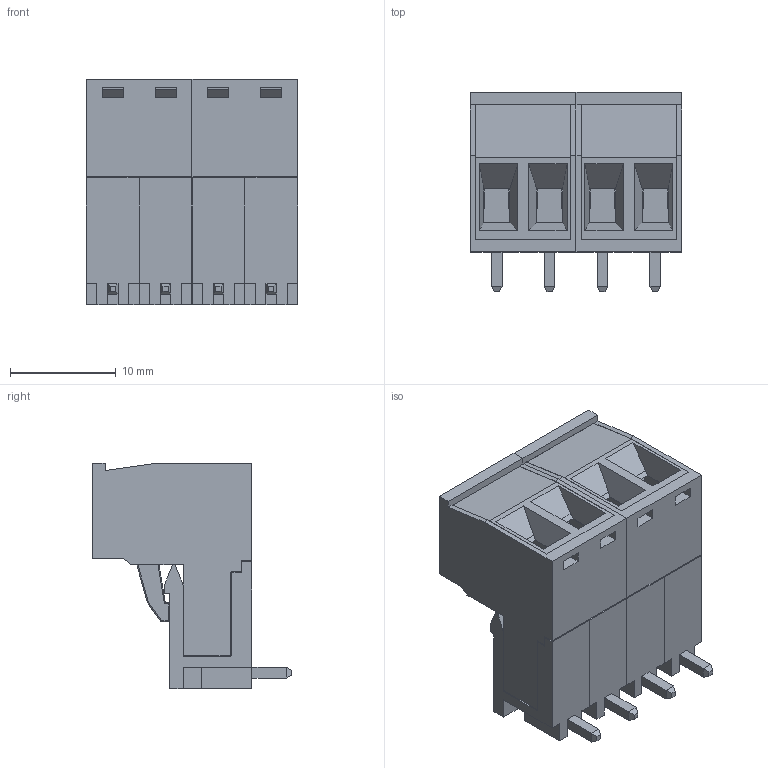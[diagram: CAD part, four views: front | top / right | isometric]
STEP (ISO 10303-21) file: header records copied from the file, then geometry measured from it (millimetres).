
FILE_DESCRIPTION (( 'STEP AP214' ), '1' );
FILE_NAME ('4P.STEP', '2021-08-08T18:58:41', ( '' ), ( '' ), 'SwSTEP 2.0', 'SolidWorks 2020', '' );
FILE_SCHEMA (( 'AUTOMOTIVE_DESIGN' ));
Length unit declared in the file: millimetre
Products named in the file (16): 2P; 4P; 6913527100xx_PIN.stp; 691352710002.stp; 2P.stp; 1P; 691352710002_COFFRE.stp; Socket; 6913527100xxCAGE.stp; Metal; 6913527100xx_VIS.stp
Assembly tree (32 placements, depth 4):
  4P
    2P
      2P.stp
        6913527100xx_PIN.stp  x2
        6913527100xxCAGE.stp  x2
        6913527100xx_VIS.stp  x2
        691352710002.stp
        691352710002_COFFRE.stp
      1P
        Metal
        Socket
      1P
        Metal
        Socket
    2P
      2P.stp
        6913527100xx_PIN.stp  x2
        6913527100xxCAGE.stp  x2
        6913527100xx_VIS.stp  x2
        691352710002.stp
        691352710002_COFFRE.stp
      1P
        Metal
        Socket
      1P
        Metal
        Socket
Bounding box: 20 x 18.85 x 21.32 mm (x, y, z)
Volume: 3095.1 mm3; surface area: 8411.5 mm2
Topology: 24 solids, 24 shells, 1204 faces, 3256 edges, 2100 vertices
Faces by surface type: plane 832, cylinder 312, cone 32, sphere 16, torus 12
Entity records: 13386 total; most frequent: CARTESIAN_POINT 2395, ORIENTED_EDGE 2186, DIRECTION 2148, EDGE_CURVE 1093, VECTOR 874, LINE 874, VERTEX_POINT 708, AXIS2_PLACEMENT_3D 637
